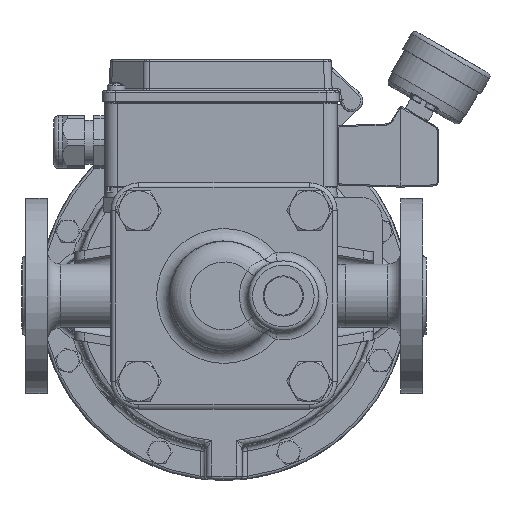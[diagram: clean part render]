
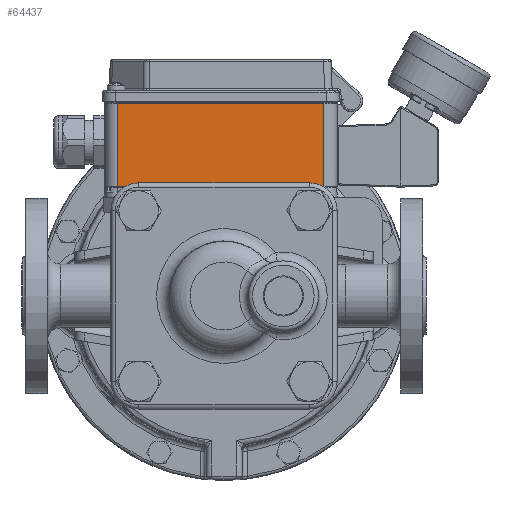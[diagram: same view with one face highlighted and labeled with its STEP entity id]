
A CAD part, front view. The second image highlights one B-rep face of the part: STEP entity #64437.
In plain terms, the highlighted planar face has unit normal (0, -1, -0.018).
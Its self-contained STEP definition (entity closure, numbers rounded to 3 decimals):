
#6198=PLANE('',#70410);
#10064=FACE_OUTER_BOUND('',#13950,.T.);
#13950=EDGE_LOOP('',(#51882,#51883,#51884,#51885));
#17921=LINE('',#118742,#21872);
#17930=LINE('',#118812,#21881);
#17931=LINE('',#118815,#21882);
#17932=LINE('',#118816,#21883);
#21872=VECTOR('',#83789,37.803);
#21881=VECTOR('',#83812,37.803);
#21882=VECTOR('',#83817,94.);
#21883=VECTOR('',#83818,94.);
#28719=VERTEX_POINT('',#118740);
#28720=VERTEX_POINT('',#118741);
#28733=VERTEX_POINT('',#118800);
#28734=VERTEX_POINT('',#118811);
#36907=EDGE_CURVE('',#28719,#28720,#17921,.T.);
#36923=EDGE_CURVE('',#28734,#28733,#17930,.T.);
#36925=EDGE_CURVE('',#28733,#28719,#17931,.T.);
#36926=EDGE_CURVE('',#28720,#28734,#17932,.T.);
#51882=ORIENTED_EDGE('',*,*,#36923,.T.);
#51883=ORIENTED_EDGE('',*,*,#36925,.T.);
#51884=ORIENTED_EDGE('',*,*,#36907,.T.);
#51885=ORIENTED_EDGE('',*,*,#36926,.T.);
#64437=ADVANCED_FACE('',(#10064),#6198,.T.);
#70410=AXIS2_PLACEMENT_3D('',#118814,#83815,#83816);
#83789=DIRECTION('',(0.,0.018,-1.));
#83812=DIRECTION('',(0.,-0.018,1.));
#83815=DIRECTION('center_axis',(0.,-1.,
-0.018));
#83816=DIRECTION('ref_axis',(0.,0.018,-1.));
#83817=DIRECTION('',(-1.,0.,0.));
#83818=DIRECTION('',(1.,0.,0.));
#118740=CARTESIAN_POINT('',(-44.803,133.182,87.846));
#118741=CARTESIAN_POINT('',(-44.803,133.875,50.05));
#118742=CARTESIAN_POINT('',(-44.803,133.875,50.05));
#118800=CARTESIAN_POINT('',(49.197,133.182,87.846));
#118811=CARTESIAN_POINT('',(49.197,133.875,50.05));
#118812=CARTESIAN_POINT('',(49.197,133.875,50.05));
#118814=CARTESIAN_POINT('Origin',(-50.803,133.875,50.05));
#118815=CARTESIAN_POINT('',(-44.803,133.182,87.846));
#118816=CARTESIAN_POINT('',(-50.803,133.875,50.05));
